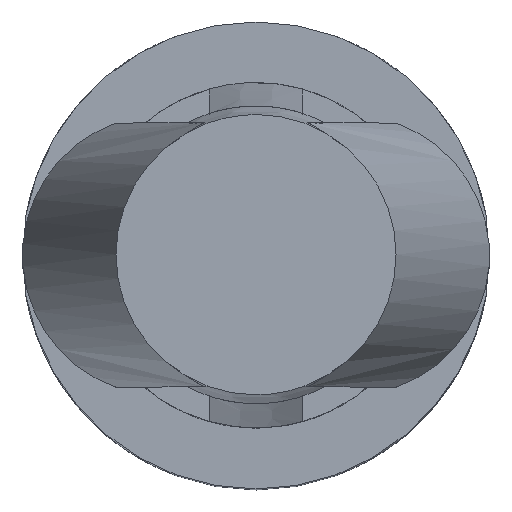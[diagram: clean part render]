
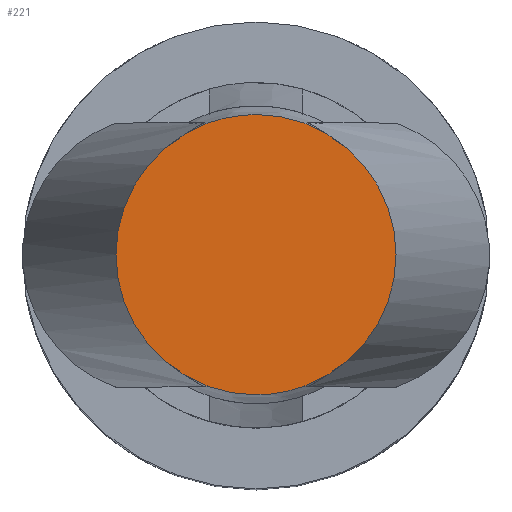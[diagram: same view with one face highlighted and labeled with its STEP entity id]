
A CAD part, top view. The second image highlights one B-rep face of the part: STEP entity #221.
In plain terms, the highlighted planar face has unit normal (0, 0, 1).
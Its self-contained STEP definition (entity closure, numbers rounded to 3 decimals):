
#221 = ADVANCED_FACE( '', ( #456 ), #457, .T. );
#456 = FACE_OUTER_BOUND( '', #794, .T. );
#457 = PLANE( '', #795 );
#794 = EDGE_LOOP( '', ( #1384, #1385, #1386, #1387, #1388, #1389, #1390, #1391 ) );
#795 = AXIS2_PLACEMENT_3D( '', #1392, #1393, #1394 );
#1384 = ORIENTED_EDGE( '', *, *, #1720, .F. );
#1385 = ORIENTED_EDGE( '', *, *, #1721, .T. );
#1386 = ORIENTED_EDGE( '', *, *, #1722, .F. );
#1387 = ORIENTED_EDGE( '', *, *, #1486, .F. );
#1388 = ORIENTED_EDGE( '', *, *, #1508, .F. );
#1389 = ORIENTED_EDGE( '', *, *, #1507, .T. );
#1390 = ORIENTED_EDGE( '', *, *, #1506, .F. );
#1391 = ORIENTED_EDGE( '', *, *, #1615, .T. );
#1392 = CARTESIAN_POINT( '', ( 0., 0., 8.1 ) );
#1393 = DIRECTION( '', ( 0., 0., 1. ) );
#1394 = DIRECTION( '', ( 1., 0., 0. ) );
#1486 = EDGE_CURVE( '', #1747, #1749, #1750, .T. );
#1506 = EDGE_CURVE( '', #1783, #1785, #1786, .T. );
#1507 = EDGE_CURVE( '', #1787, #1785, #1788, .T. );
#1508 = EDGE_CURVE( '', #1787, #1747, #1789, .T. );
#1615 = EDGE_CURVE( '', #1783, #1962, #1964, .F. );
#1720 = EDGE_CURVE( '', #2099, #1962, #2100, .T. );
#1721 = EDGE_CURVE( '', #2099, #2101, #2102, .T. );
#1722 = EDGE_CURVE( '', #1749, #2101, #2103, .T. );
#1747 = VERTEX_POINT( '', #2131 );
#1749 = VERTEX_POINT( '', #2139 );
#1750 = CIRCLE( '', #2140, 1.5 );
#1783 = VERTEX_POINT( '', #2195 );
#1785 = VERTEX_POINT( '', #2203 );
#1786 = CIRCLE( '', #2204, 1.5 );
#1787 = VERTEX_POINT( '', #2205 );
#1788 = B_SPLINE_CURVE_WITH_KNOTS( '', 2, ( #2206, #2207, #2208, #2209, #2210 ), .UNSPECIFIED., .F., .F., ( 3, 2, 3 ), ( 0., 0.5, 1. ), .UNSPECIFIED. );
#1789 = CIRCLE( '', #2211, 1.5 );
#1962 = VERTEX_POINT( '', #2485 );
#1964 = CIRCLE( '', #2493, 1.5 );
#2099 = VERTEX_POINT( '', #2721 );
#2100 = CIRCLE( '', #2722, 1.5 );
#2101 = VERTEX_POINT( '', #2723 );
#2102 = B_SPLINE_CURVE_WITH_KNOTS( '', 2, ( #2724, #2725, #2726, #2727, #2728 ), .UNSPECIFIED., .F., .F., ( 3, 2, 3 ), ( 0., 0.5, 1. ), .UNSPECIFIED. );
#2103 = CIRCLE( '', #2729, 1.5 );
#2131 = CARTESIAN_POINT( '', ( 0.525, 1.405, 8.1 ) );
#2139 = CARTESIAN_POINT( '', ( 0.525, -1.405, 8.1 ) );
#2140 = AXIS2_PLACEMENT_3D( '', #2752, #2753, #2754 );
#2195 = CARTESIAN_POINT( '', ( -0.525, 1.405, 8.1 ) );
#2203 = CARTESIAN_POINT( '', ( -0.5, 1.414, 8.1 ) );
#2204 = AXIS2_PLACEMENT_3D( '', #2770, #2771, #2772 );
#2205 = CARTESIAN_POINT( '', ( 0.5, 1.414, 8.1 ) );
#2206 = CARTESIAN_POINT( '', ( 0.5, 1.414, 8.1 ) );
#2207 = CARTESIAN_POINT( '', ( 0.258, 1.5, 8.1 ) );
#2208 = CARTESIAN_POINT( '', ( 0., 1.5, 8.1 ) );
#2209 = CARTESIAN_POINT( '', ( -0.257, 1.5, 8.1 ) );
#2210 = CARTESIAN_POINT( '', ( -0.5, 1.414, 8.1 ) );
#2211 = AXIS2_PLACEMENT_3D( '', #2773, #2774, #2775 );
#2485 = CARTESIAN_POINT( '', ( -0.525, -1.405, 8.1 ) );
#2493 = AXIS2_PLACEMENT_3D( '', #2892, #2893, #2894 );
#2721 = CARTESIAN_POINT( '', ( -0.5, -1.414, 8.1 ) );
#2722 = AXIS2_PLACEMENT_3D( '', #3005, #3006, #3007 );
#2723 = CARTESIAN_POINT( '', ( 0.5, -1.414, 8.1 ) );
#2724 = CARTESIAN_POINT( '', ( -0.5, -1.414, 8.1 ) );
#2725 = CARTESIAN_POINT( '', ( -0.258, -1.5, 8.1 ) );
#2726 = CARTESIAN_POINT( '', ( 0., -1.5, 8.1 ) );
#2727 = CARTESIAN_POINT( '', ( 0.257, -1.5, 8.1 ) );
#2728 = CARTESIAN_POINT( '', ( 0.5, -1.414, 8.1 ) );
#2729 = AXIS2_PLACEMENT_3D( '', #3008, #3009, #3010 );
#2752 = CARTESIAN_POINT( '', ( 0., 0., 8.1 ) );
#2753 = DIRECTION( '', ( 0., 0., -1. ) );
#2754 = DIRECTION( '', ( 0., 1., 0. ) );
#2770 = CARTESIAN_POINT( '', ( 0., 0., 8.1 ) );
#2771 = DIRECTION( '', ( 0., 0., -1. ) );
#2772 = DIRECTION( '', ( 0., 1., 0. ) );
#2773 = CARTESIAN_POINT( '', ( 0., 0., 8.1 ) );
#2774 = DIRECTION( '', ( 0., 0., -1. ) );
#2775 = DIRECTION( '', ( 0., 1., 0. ) );
#2892 = CARTESIAN_POINT( '', ( 0., 0., 8.1 ) );
#2893 = DIRECTION( '', ( 0., 0., -1. ) );
#2894 = DIRECTION( '', ( 1., 0., 0. ) );
#3005 = CARTESIAN_POINT( '', ( 0., 0., 8.1 ) );
#3006 = DIRECTION( '', ( 0., 0., -1. ) );
#3007 = DIRECTION( '', ( 0., 1., 0. ) );
#3008 = CARTESIAN_POINT( '', ( 0., 0., 8.1 ) );
#3009 = DIRECTION( '', ( 0., 0., -1. ) );
#3010 = DIRECTION( '', ( 0., 1., 0. ) );
